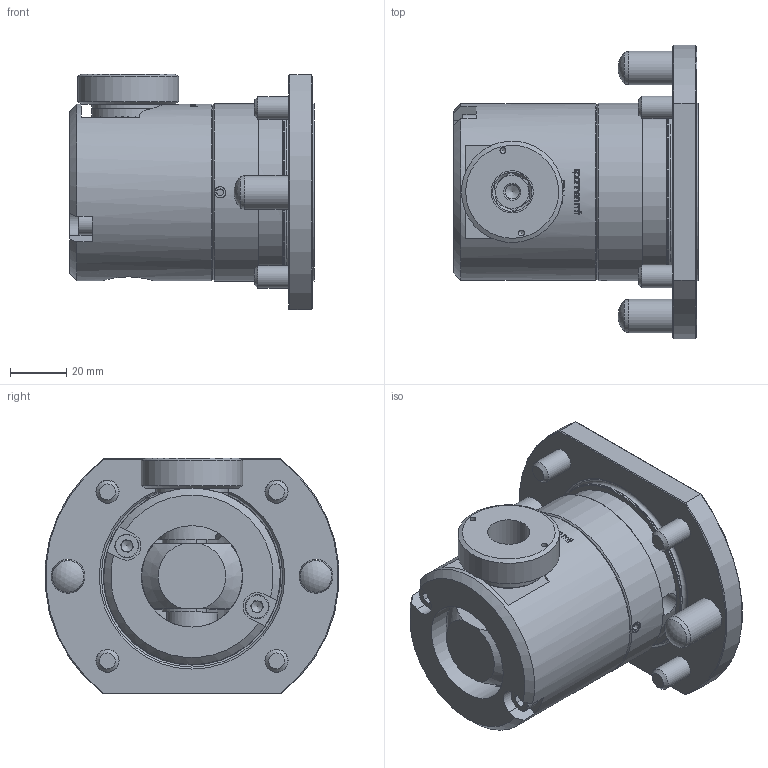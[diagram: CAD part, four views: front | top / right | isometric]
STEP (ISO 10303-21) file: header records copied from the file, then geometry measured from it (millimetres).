
FILE_DESCRIPTION (( 'STEP AP214' ), '1' );
FILE_NAME ('U63.PS6.BER.009.STEP', '2019-07-02T07:14:10', ( '' ), ( '' ), 'SwSTEP 2.0', 'SolidWorks 2017', '' );
FILE_SCHEMA (( 'AUTOMOTIVE_DESIGN' ));
Length unit declared in the file: millimetre
Products named in the file (21): U63-PS6.037.009_B; DIN 3771 - 19x2; O-Ring_1.50-AD18.00; 763.18832.001.1; 745.16008.004.0.01; O-Ring_2.00-AD24.00; ISO 4762 - M5 x 50; U63-PS6.BER.051_B; U63-PS6.BER.003_A; 765.16008.001.0; U63-PS6.BER.012_A; 18832_999.20005.714.0.01; 986.19337.000.1; 786.19239.106.0.01; DIN 7991 - M8x20; ISO 8752 4x12; 765.16008.001.0_ET.02; ISO 4026 - M6 x 6; U63.PS6.BER.009; ISO 8735 Ø12x28; 777.18832.002.0
Assembly tree (31 placements, depth 4):
  U63.PS6.BER.009
    U63-PS6.037.009_B
    ISO 8735 Ø12x28  x2
    DIN 7991 - M8x20  x4
    U63-PS6.BER.051_B
    ISO 4762 - M5 x 50  x2
    U63-PS6.BER.003_A
    U63-PS6.BER.012_A
    986.19337.000.1
      777.18832.002.0  x2
      786.19239.106.0.01
      745.16008.004.0.01
      765.16008.001.0
        765.16008.001.0_ET.02  x6
      O-Ring_2.00-AD24.00
      18832_999.20005.714.0.01
      763.18832.001.1
      O-Ring_1.50-AD18.00
    DIN 3771 - 19x2
    ISO 4026 - M6 x 6
    ISO 8752 4x12
Bounding box: 86.8 x 104.13 x 83.75 mm (x, y, z)
Volume: 248787.9 mm3; surface area: 93392.8 mm2
Topology: 29 solids, 30 shells, 691 faces, 1873 edges, 1268 vertices
Faces by surface type: plane 253, cylinder 177, cone 157, bspline 90, torus 11, sphere 3
Full cylindrical faces by diameter (mm): 2.1 x2, 3 x2, 4 x1, 4.2 x2, 4.97 x3, 5 x7, 5.5 x4, 6 x1, 8 x4, 8.1 x2, 8.2 x4, 8.5 x3, 11.8 x1, 12 x4, 12.15 x1, 13 x2, 15 x1, 15.8 x2, 16 x4, 16.8 x1, 17 x1, 17.8 x1, 17.95 x1, 18 x4, 21 x2, 23 x1, 24 x4, 25 x1, 25.8 x1, 27.7 x1
Entity records: 22595 total; most frequent: CARTESIAN_POINT 9314, ORIENTED_EDGE 2016, DIRECTION 1839, EDGE_CURVE 1008, VERTEX_POINT 800, AXIS2_PLACEMENT_3D 794, EDGE_LOOP 686, FACE_OUTER_BOUND 544
